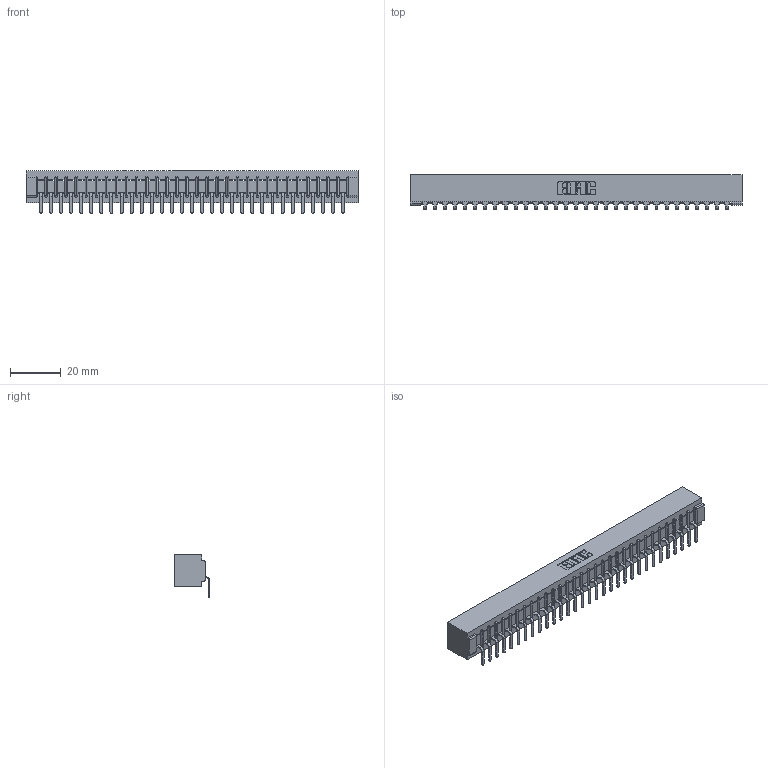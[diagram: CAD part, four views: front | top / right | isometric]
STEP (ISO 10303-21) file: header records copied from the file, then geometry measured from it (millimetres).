
FILE_DESCRIPTION (( 'STEP AP203' ), '1' );
FILE_NAME ('357-031-559-101.STEP', '2022-07-12T21:14:00', ( '' ), ( '' ), 'SwSTEP 2.0', 'SolidWorks 2020', '' );
FILE_SCHEMA (( 'CONFIG_CONTROL_DESIGN' ));
Length unit declared in the file: inch
Products named in the file (3): 307-290-001_558 559 - 1 (Single); 307 Part_No Mounting Lugs; 357-031-559-101
Assembly tree (32 placements, depth 2):
  357-031-559-101
    307 Part_No Mounting Lugs
    307-290-001_558 559 - 1 (Single)  x31
Bounding box: 130.71 x 13.7 x 16.8 mm (x, y, z)
Volume: 14032.6 mm3; surface area: 14954.4 mm2
Topology: 32 solids, 32 shells, 2002 faces, 5693 edges, 3666 vertices
Faces by surface type: plane 1275, cylinder 663, sphere 64
Entity records: 27758 total; most frequent: CARTESIAN_POINT 4672, ORIENTED_EDGE 4658, DIRECTION 4549, EDGE_CURVE 2329, VECTOR 1783, LINE 1783, VERTEX_POINT 1506, AXIS2_PLACEMENT_3D 1383
